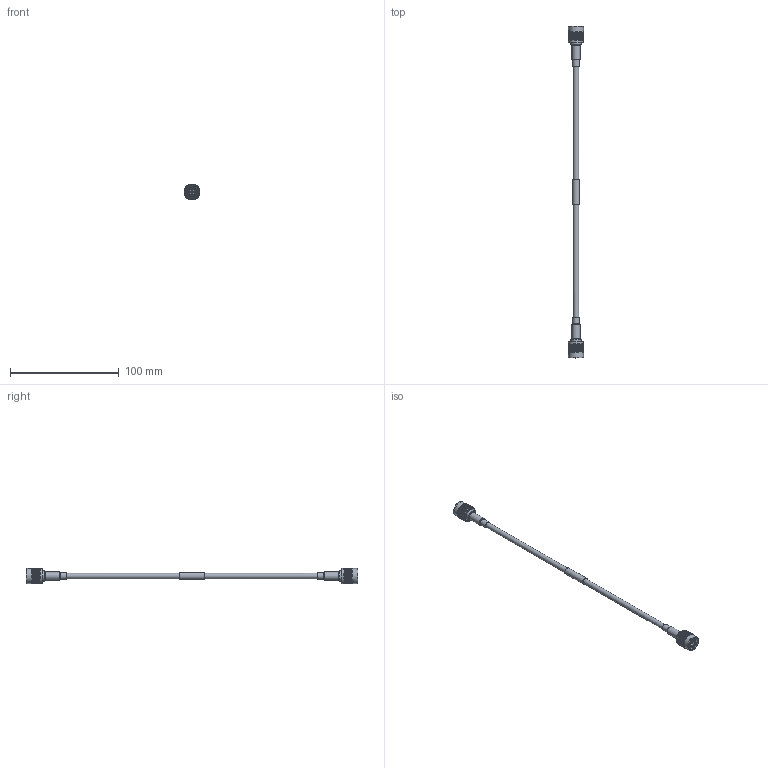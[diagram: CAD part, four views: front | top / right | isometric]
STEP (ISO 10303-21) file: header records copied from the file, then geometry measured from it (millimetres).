
FILE_DESCRIPTION(/* description */ ('Unknown'),/* implementation_level */ '2;1');
FILE_NAME(/* name */ '65510010130501',/* time_stamp */ '2023-06-05T17:15:34+02:00',/* author */ ('Unknown'),/* organization */ ('Unknown'),/* preprocessor_version */ 'ST-DEVELOPER v18.102',/* originating_system */ 'Solid Edge',/* authorisation */ 'Unknown');
FILE_SCHEMA (('AUTOMOTIVE_DESIGN {1 0 10303 214 3 1 1}'));
Length unit declared in the file: millimetre
Products named in the file (1): 65510010130501
Bounding box: 14.5 x 304.8 x 14.5 mm (x, y, z)
Volume: 9628.2 mm3; surface area: 12654 mm2
Topology: 2 solids, 2 shells, 4877 faces, 12322 edges, 7479 vertices
Faces by surface type: bspline 3304, cylinder 1283, plane 204, cone 42, torus 28, sphere 16
Full cylindrical faces by diameter (mm): 0.5 x2, 1 x2, 1.1 x2, 1.33 x2, 1.85 x2, 2.1 x4, 2.15 x2, 5 x3, 5.1 x1, 6 x2, 6.1 x1, 6.9 x2, 6.95 x2, 7.4 x2, 7.6 x2, 7.8 x2, 8.4 x6, 8.65 x2, 8.85 x2, 9.4 x2, 11.45 x4, 12.3 x2, 12.6 x2, 12.9 x2, 12.95 x2, 13.8 x4
Entity records: 237507 total; most frequent: CARTESIAN_POINT 125576, ORIENTED_EDGE 24320, EDGE_CURVE 12160, B_SPLINE_CURVE_WITH_KNOTS 8836, VERTEX_POINT 7436, FACE_BOUND 5028, EDGE_LOOP 5026, ADVANCED_FACE 4877
